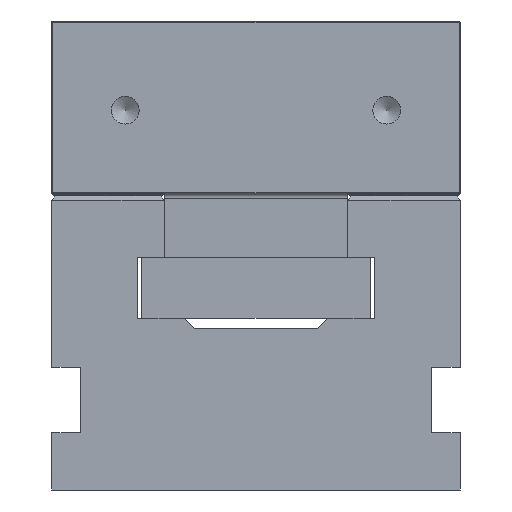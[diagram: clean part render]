
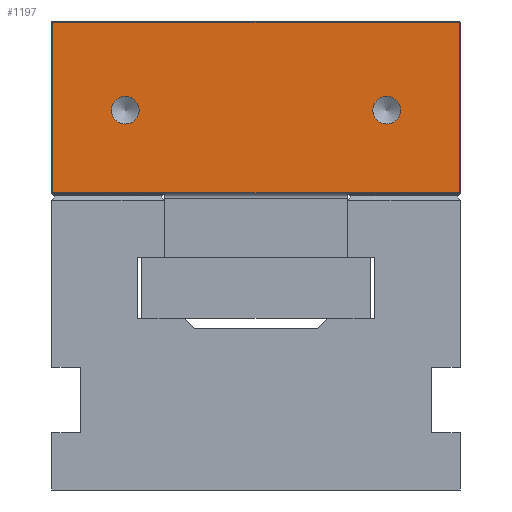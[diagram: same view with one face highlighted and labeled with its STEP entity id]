
A CAD part, front view. The second image highlights one B-rep face of the part: STEP entity #1197.
In plain terms, the highlighted planar face has unit normal (0, -1, 0).
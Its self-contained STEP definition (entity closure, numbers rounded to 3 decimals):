
#1197 = ADVANCED_FACE( '', ( #2933, #2934, #2935 ), #2936, .T. );
#2933 = FACE_BOUND( '', #5411, .T. );
#2934 = FACE_BOUND( '', #5412, .T. );
#2935 = FACE_OUTER_BOUND( '', #5413, .T. );
#2936 = PLANE( '', #5414 );
#5411 = EDGE_LOOP( '', ( #8319 ) );
#5412 = EDGE_LOOP( '', ( #8320 ) );
#5413 = EDGE_LOOP( '', ( #8321, #8322, #8323, #8324 ) );
#5414 = AXIS2_PLACEMENT_3D( '', #8325, #8326, #8327 );
#8319 = ORIENTED_EDGE( '', *, *, #14861, .T. );
#8320 = ORIENTED_EDGE( '', *, *, #14862, .T. );
#8321 = ORIENTED_EDGE( '', *, *, #14863, .F. );
#8322 = ORIENTED_EDGE( '', *, *, #14563, .T. );
#8323 = ORIENTED_EDGE( '', *, *, #14864, .T. );
#8324 = ORIENTED_EDGE( '', *, *, #14865, .F. );
#8325 = CARTESIAN_POINT( '', ( 49.8, -1., 14.5 ) );
#8326 = DIRECTION( '', ( 0., -1., 0. ) );
#8327 = DIRECTION( '', ( 0., 0., -1. ) );
#14563 = EDGE_CURVE( '', #17402, #17400, #17403, .T. );
#14861 = EDGE_CURVE( '', #17925, #17925, #17926, .T. );
#14862 = EDGE_CURVE( '', #17927, #17927, #17928, .T. );
#14863 = EDGE_CURVE( '', #17402, #17929, #17930, .T. );
#14864 = EDGE_CURVE( '', #17400, #17931, #17932, .T. );
#14865 = EDGE_CURVE( '', #17929, #17931, #17933, .T. );
#17400 = VERTEX_POINT( '', #21537 );
#17402 = VERTEX_POINT( '', #21540 );
#17403 = LINE( '', #21541, #21542 );
#17925 = VERTEX_POINT( '', #22279 );
#17926 = CIRCLE( '', #22280, 3.4 );
#17927 = VERTEX_POINT( '', #22281 );
#17928 = CIRCLE( '', #22282, 3.4 );
#17929 = VERTEX_POINT( '', #22283 );
#17930 = LINE( '', #22284, #22285 );
#17931 = VERTEX_POINT( '', #22286 );
#17932 = LINE( '', #22287, #22288 );
#17933 = LINE( '', #22289, #22290 );
#21537 = CARTESIAN_POINT( '', ( 49.8, -1., 57.6 ) );
#21540 = CARTESIAN_POINT( '', ( 49.8, -1., 15.75 ) );
#21541 = CARTESIAN_POINT( '', ( 49.8, -1., 14.5 ) );
#21542 = VECTOR( '', #26990, 1000. );
#22279 = CARTESIAN_POINT( '', ( -32., -1., 32.6 ) );
#22280 = AXIS2_PLACEMENT_3D( '', #27287, #27288, #27289 );
#22281 = CARTESIAN_POINT( '', ( 32., -1., 32.6 ) );
#22282 = AXIS2_PLACEMENT_3D( '', #27290, #27291, #27292 );
#22283 = CARTESIAN_POINT( '', ( -49.8, -1., 15.75 ) );
#22284 = CARTESIAN_POINT( '', ( 49.8, -1., 15.75 ) );
#22285 = VECTOR( '', #27293, 1000. );
#22286 = CARTESIAN_POINT( '', ( -49.8, -1., 57.6 ) );
#22287 = CARTESIAN_POINT( '', ( 49.8, -1., 57.6 ) );
#22288 = VECTOR( '', #27294, 1000. );
#22289 = CARTESIAN_POINT( '', ( -49.8, -1., 14.5 ) );
#22290 = VECTOR( '', #27295, 1000. );
#26990 = DIRECTION( '', ( 0., 0., 1. ) );
#27287 = CARTESIAN_POINT( '', ( -32., -1., 36. ) );
#27288 = DIRECTION( '', ( 0., 1., 0. ) );
#27289 = DIRECTION( '', ( 0., 0., -1. ) );
#27290 = CARTESIAN_POINT( '', ( 32., -1., 36. ) );
#27291 = DIRECTION( '', ( 0., 1., 0. ) );
#27292 = DIRECTION( '', ( 0., 0., -1. ) );
#27293 = DIRECTION( '', ( -1., 0., 0. ) );
#27294 = DIRECTION( '', ( -1., 0., 0. ) );
#27295 = DIRECTION( '', ( 0., 0., 1. ) );
